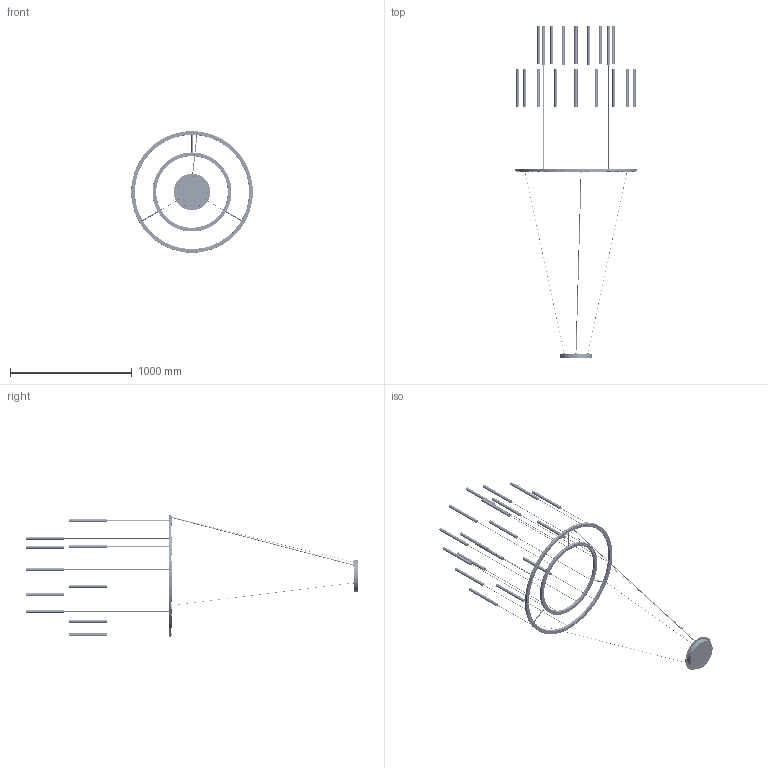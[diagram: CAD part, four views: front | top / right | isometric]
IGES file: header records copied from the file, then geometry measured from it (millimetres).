
Start section: SolidWorks IGES file using analytic representation for surfaces
Global section: file name: 00-CANDLECHANDELIERB.v1.IGS; native system: SolidWorks 2016; preprocessor: SolidWorks 2016; author: jrosell; date: 170228.110018; units: millimetre
Bounding box: 1000 x 2731 x 1000 mm (x, y, z)
Surface area: 2698429.5 mm2 (no closed solid volume)
Topology: 0 solids, 0 shells, 6986 faces, 87280 edges, 87200 vertices
Faces by surface type: revolution 3667, bspline 3319
